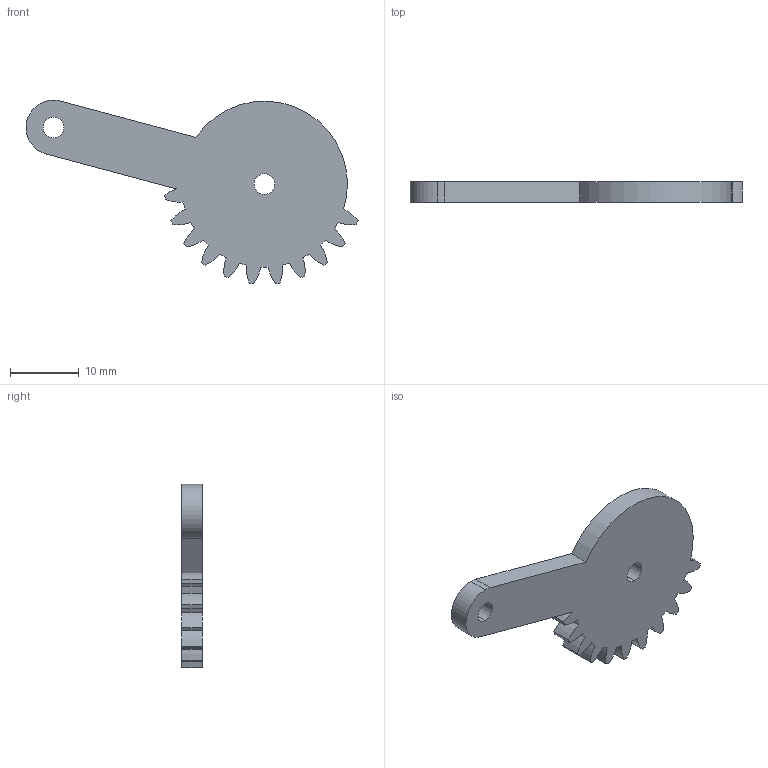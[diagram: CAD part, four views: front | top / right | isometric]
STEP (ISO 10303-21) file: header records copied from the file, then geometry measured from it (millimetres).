
FILE_DESCRIPTION (( 'STEP AP203' ), '1' );
FILE_NAME ('Gear 2_Default_sldprt.STEP', '2018-08-27T18:24:37', ( '' ), ( '' ), 'SwSTEP 2.0', 'SolidWorks 2014', '' );
FILE_SCHEMA (( 'CONFIG_CONTROL_DESIGN' ));
Length unit declared in the file: millimetre
Products named in the file (1): Gear 2_Default_sldprt
Bounding box: 48.37 x 3 x 26.78 mm (x, y, z)
Volume: 2022.6 mm3; surface area: 1895.4 mm2
Topology: 1 solids, 1 shells, 59 faces, 171 edges, 114 vertices
Faces by surface type: cylinder 54, plane 5
Entity records: 2098 total; most frequent: DIRECTION 399, CARTESIAN_POINT 345, ORIENTED_EDGE 342, EDGE_CURVE 171, AXIS2_PLACEMENT_3D 168, VERTEX_POINT 114, CIRCLE 108, EDGE_LOOP 63
